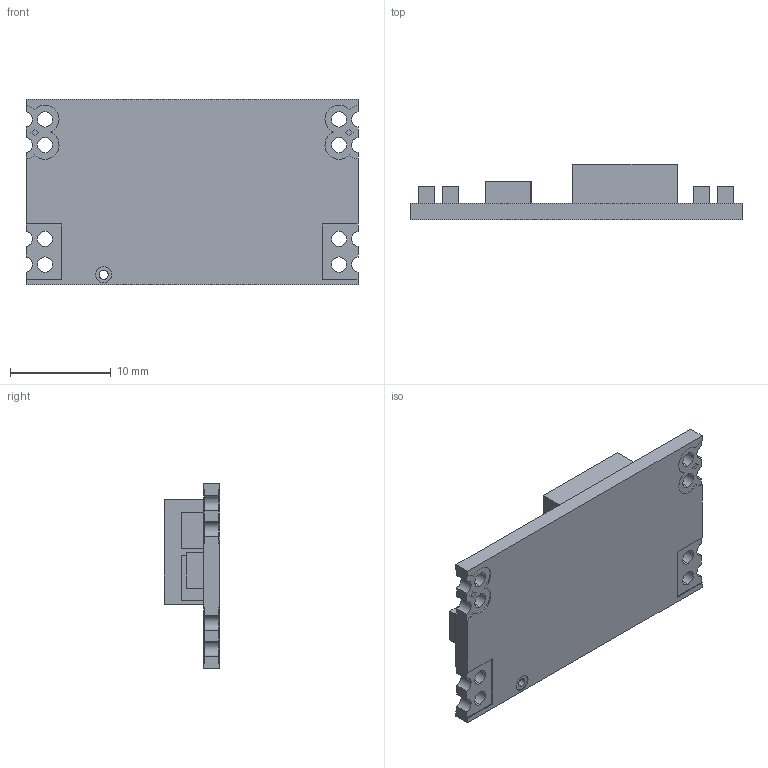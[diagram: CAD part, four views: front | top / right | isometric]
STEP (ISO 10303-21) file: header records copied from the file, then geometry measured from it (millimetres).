
FILE_DESCRIPTION (( 'STEP AP214' ), '1' );
FILE_NAME ('GENERIC_MINI560PRO.STEP', '2023-11-02T11:10:55', ( '' ), ( '' ), 'SwSTEP 2.0', 'SolidWorks 2022', '' );
FILE_SCHEMA (( 'AUTOMOTIVE_DESIGN' ));
Length unit declared in the file: millimetre
Products named in the file (1): GENERIC_MINI560PRO
Bounding box: 32.9 x 5.5 x 18.4 mm (x, y, z)
Volume: 1465.9 mm3; surface area: 1928.3 mm2
Topology: 2 solids, 2 shells, 142 faces, 378 edges, 252 vertices
Faces by surface type: plane 76, cylinder 66
Entity records: 5061 total; most frequent: DIRECTION 796, CARTESIAN_POINT 773, ORIENTED_EDGE 756, EDGE_CURVE 378, AXIS2_PLACEMENT_3D 275, VERTEX_POINT 252, LINE 246, VECTOR 246
